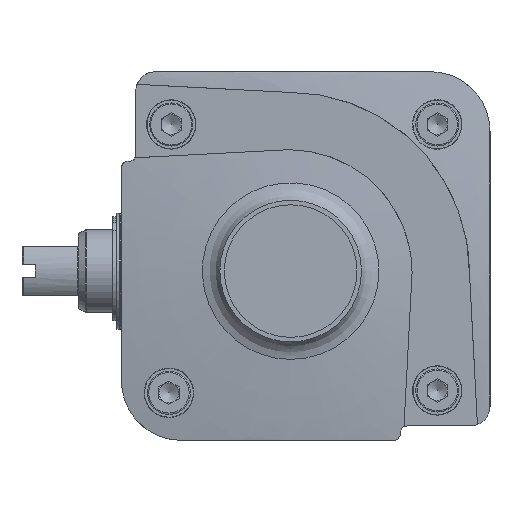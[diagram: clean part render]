
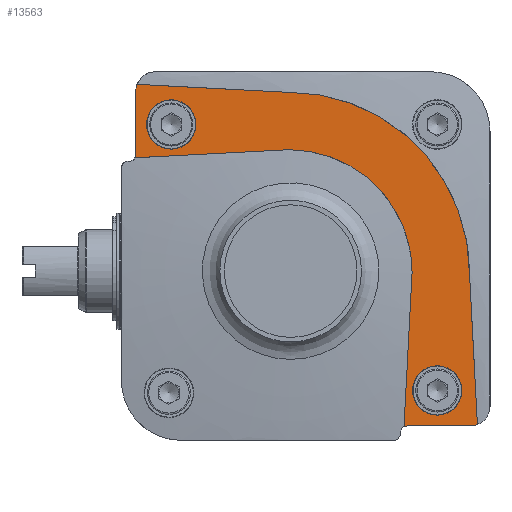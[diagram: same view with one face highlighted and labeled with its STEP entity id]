
A CAD part, left-side view. The second image highlights one B-rep face of the part: STEP entity #13563.
In plain terms, the highlighted planar face has unit normal (-1, 0, 0).
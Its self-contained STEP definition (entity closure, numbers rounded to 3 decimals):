
#62=PLANE('',#14208);
#354=LINE('',#18725,#1094);
#355=LINE('',#18730,#1095);
#356=LINE('',#18734,#1096);
#357=LINE('',#18738,#1097);
#358=LINE('',#18742,#1098);
#359=LINE('',#18746,#1099);
#1094=VECTOR('',#15466,1000.);
#1095=VECTOR('',#15469,1000.);
#1096=VECTOR('',#15472,1000.);
#1097=VECTOR('',#15475,1000.);
#1098=VECTOR('',#15478,1000.);
#1099=VECTOR('',#15481,1000.);
#2334=ORIENTED_EDGE('',*,*,#5038,.T.);
#2335=ORIENTED_EDGE('',*,*,#5039,.T.);
#2336=ORIENTED_EDGE('',*,*,#5040,.F.);
#2337=ORIENTED_EDGE('',*,*,#5041,.F.);
#2338=ORIENTED_EDGE('',*,*,#5042,.F.);
#2339=ORIENTED_EDGE('',*,*,#5043,.T.);
#2340=ORIENTED_EDGE('',*,*,#5044,.T.);
#2341=ORIENTED_EDGE('',*,*,#5045,.F.);
#2342=ORIENTED_EDGE('',*,*,#5046,.F.);
#2343=ORIENTED_EDGE('',*,*,#5047,.T.);
#2344=ORIENTED_EDGE('',*,*,#5048,.F.);
#2345=ORIENTED_EDGE('',*,*,#5049,.F.);
#2346=ORIENTED_EDGE('',*,*,#5050,.F.);
#2347=ORIENTED_EDGE('',*,*,#5013,.F.);
#5013=EDGE_CURVE('',#6373,#6373,#7309,.T.);
#5038=EDGE_CURVE('',#6391,#6392,#354,.T.);
#5039=EDGE_CURVE('',#6392,#6393,#7317,.T.);
#5040=EDGE_CURVE('',#6394,#6393,#355,.T.);
#5041=EDGE_CURVE('',#6395,#6394,#7318,.T.);
#5042=EDGE_CURVE('',#6396,#6395,#356,.T.);
#5043=EDGE_CURVE('',#6396,#6397,#7319,.T.);
#5044=EDGE_CURVE('',#6397,#6398,#357,.T.);
#5045=EDGE_CURVE('',#6399,#6398,#7320,.T.);
#5046=EDGE_CURVE('',#6400,#6399,#358,.T.);
#5047=EDGE_CURVE('',#6400,#6401,#7321,.T.);
#5048=EDGE_CURVE('',#6402,#6401,#359,.T.);
#5049=EDGE_CURVE('',#6391,#6402,#7322,.T.);
#5050=EDGE_CURVE('',#6403,#6403,#7323,.T.);
#6373=VERTEX_POINT('',#18654);
#6391=VERTEX_POINT('',#18726);
#6392=VERTEX_POINT('',#18727);
#6393=VERTEX_POINT('',#18729);
#6394=VERTEX_POINT('',#18731);
#6395=VERTEX_POINT('',#18733);
#6396=VERTEX_POINT('',#18735);
#6397=VERTEX_POINT('',#18737);
#6398=VERTEX_POINT('',#18739);
#6399=VERTEX_POINT('',#18741);
#6400=VERTEX_POINT('',#18743);
#6401=VERTEX_POINT('',#18745);
#6402=VERTEX_POINT('',#18747);
#6403=VERTEX_POINT('',#18750);
#7309=CIRCLE('',#14193,7.444);
#7317=CIRCLE('',#14209,6.);
#7318=CIRCLE('',#14210,54.4);
#7319=CIRCLE('',#14211,6.);
#7320=CIRCLE('',#14212,2.);
#7321=CIRCLE('',#14213,37.1);
#7322=CIRCLE('',#14214,2.);
#7323=CIRCLE('',#14215,7.444);
#7852=EDGE_LOOP('',(#2334,#2335,#2336,#2337,#2338,#2339,#2340,#2341,#2342,
#2343,#2344,#2345));
#7853=EDGE_LOOP('',(#2346));
#7854=EDGE_LOOP('',(#2347));
#8619=FACE_BOUND('',#7852,.T.);
#8620=FACE_BOUND('',#7853,.T.);
#8621=FACE_BOUND('',#7854,.T.);
#13563=ADVANCED_FACE('',(#8619,#8620,#8621),#62,.F.);
#14193=AXIS2_PLACEMENT_3D('',#18653,#15420,#15421);
#14208=AXIS2_PLACEMENT_3D('',#18724,#15464,#15465);
#14209=AXIS2_PLACEMENT_3D('',#18728,#15467,#15468);
#14210=AXIS2_PLACEMENT_3D('',#18732,#15470,#15471);
#14211=AXIS2_PLACEMENT_3D('',#18736,#15473,#15474);
#14212=AXIS2_PLACEMENT_3D('',#18740,#15476,#15477);
#14213=AXIS2_PLACEMENT_3D('',#18744,#15479,#15480);
#14214=AXIS2_PLACEMENT_3D('',#18748,#15482,#15483);
#14215=AXIS2_PLACEMENT_3D('',#18749,#15484,#15485);
#15420=DIRECTION('',(-1.,0.,0.));
#15421=DIRECTION('',(0.,0.,-1.));
#15464=DIRECTION('',(1.,0.,0.));
#15465=DIRECTION('',(0.,1.,0.));
#15466=DIRECTION('',(0.,-1.,0.));
#15467=DIRECTION('',(-1.,0.,0.));
#15468=DIRECTION('',(0.,0.,-1.));
#15469=DIRECTION('',(0.,-0.052,-0.999));
#15470=DIRECTION('',(1.,0.,0.));
#15471=DIRECTION('',(0.,0.,-1.));
#15472=DIRECTION('',(0.,-0.999,-0.052));
#15473=DIRECTION('',(-1.,0.,0.));
#15474=DIRECTION('',(0.,0.,-1.));
#15475=DIRECTION('',(0.,0.,-1.));
#15476=DIRECTION('',(-1.,0.,0.));
#15477=DIRECTION('',(0.,0.,-1.));
#15478=DIRECTION('',(0.,0.999,-0.052));
#15479=DIRECTION('',(1.,0.,0.));
#15480=DIRECTION('',(0.,0.,-1.));
#15481=DIRECTION('',(0.,-0.052,0.999));
#15482=DIRECTION('',(-1.,0.,0.));
#15483=DIRECTION('',(0.,0.,-1.));
#15484=DIRECTION('',(-1.,0.,0.));
#15485=DIRECTION('',(0.,0.,-1.));
#18653=CARTESIAN_POINT('',(-198.15,36.,44.2));
#18654=CARTESIAN_POINT('',(-198.15,36.,36.756));
#18724=CARTESIAN_POINT('',(-198.15,0.5,-0.5));
#18725=CARTESIAN_POINT('',(-198.15,-54.1,-46.7));
#18726=CARTESIAN_POINT('',(-198.15,-35.1,-46.7));
#18727=CARTESIAN_POINT('',(-198.15,-54.1,-46.7));
#18728=CARTESIAN_POINT('',(-198.15,-54.1,-40.7));
#18729=CARTESIAN_POINT('',(-198.15,-56.299,-46.282));
#18730=CARTESIAN_POINT('',(-198.15,-53.9,-0.5));
#18731=CARTESIAN_POINT('',(-198.15,-53.9,-0.5));
#18732=CARTESIAN_POINT('',(-198.15,0.5,-0.5));
#18733=CARTESIAN_POINT('',(-198.15,0.5,53.9));
#18734=CARTESIAN_POINT('',(-198.15,100.,59.115));
#18735=CARTESIAN_POINT('',(-198.15,46.282,56.299));
#18736=CARTESIAN_POINT('',(-198.15,40.7,54.1));
#18737=CARTESIAN_POINT('',(-198.15,46.7,54.1));
#18738=CARTESIAN_POINT('',(-198.15,46.7,35.1));
#18739=CARTESIAN_POINT('',(-198.15,46.7,35.1));
#18740=CARTESIAN_POINT('',(-198.15,48.7,35.1));
#18741=CARTESIAN_POINT('',(-198.15,46.931,34.167));
#18742=CARTESIAN_POINT('',(-198.15,0.5,36.6));
#18743=CARTESIAN_POINT('',(-198.15,0.5,36.6));
#18744=CARTESIAN_POINT('',(-198.15,0.5,-0.5));
#18745=CARTESIAN_POINT('',(-198.15,-36.6,-0.5));
#18746=CARTESIAN_POINT('',(-198.15,-31.385,-100.));
#18747=CARTESIAN_POINT('',(-198.15,-34.167,-46.931));
#18748=CARTESIAN_POINT('',(-198.15,-35.1,-48.7));
#18749=CARTESIAN_POINT('',(-198.15,-44.2,-36.));
#18750=CARTESIAN_POINT('',(-198.15,-44.2,-43.444));
